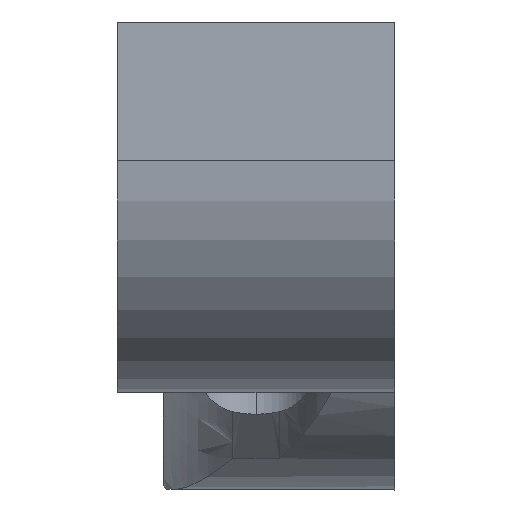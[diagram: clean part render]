
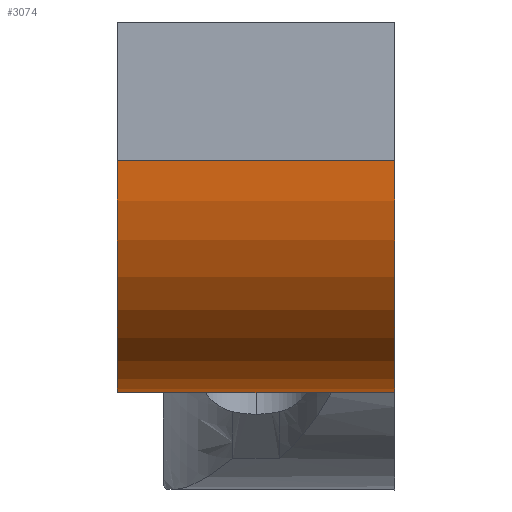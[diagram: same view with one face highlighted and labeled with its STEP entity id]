
A CAD part, top view. The second image highlights one B-rep face of the part: STEP entity #3074.
In plain terms, the highlighted cylindrical face has radius 10 mm (diameter 20 mm), a partial arc.
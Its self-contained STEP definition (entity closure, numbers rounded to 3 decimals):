
#44 = CARTESIAN_POINT ( 'NONE',  ( 2.808, -5.385, 116.531 ) ) ;
#69 = DIRECTION ( 'NONE',  ( 0., 0., 1. ) ) ;
#72 = VERTEX_POINT ( 'NONE', #2146 ) ;
#78 = AXIS2_PLACEMENT_3D ( 'NONE', #1079, #2390, #1566 ) ;
#219 = CARTESIAN_POINT ( 'NONE',  ( -4., -2.926, 112.787 ) ) ;
#227 = CARTESIAN_POINT ( 'NONE',  ( 6., 4., 110. ) ) ;
#232 = VERTEX_POINT ( 'NONE', #219 ) ;
#243 = ORIENTED_EDGE ( 'NONE', *, *, #2847, .F. ) ;
#259 = CIRCLE ( 'NONE', #1130, 10. ) ;
#287 = B_SPLINE_CURVE_WITH_KNOTS ( 'NONE', 3,
 ( #2431, #862, #1920, #612, #299, #1330, #1632, #1386, #1847, #2350, #44, #2413, #3186, #2936, #1078, #2097, #1950, #435 ),
 .UNSPECIFIED., .F., .F.,
 ( 4, 2, 2, 2, 2, 2, 2, 2, 4 ),
 ( 0., 0.001, 0.001, 0.002, 0.003, 0.004, 0.006, 0.008, 0.009 ),
 .UNSPECIFIED. ) ;
#299 = CARTESIAN_POINT ( 'NONE',  ( 1.429, -5.97, 119.204 ) ) ;
#306 = CARTESIAN_POINT ( 'NONE',  ( 6., 4., 130. ) ) ;
#328 = EDGE_CURVE ( 'NONE', #1117, #72, #767, .T. ) ;
#334 = CARTESIAN_POINT ( 'NONE',  ( 6., 4., 120. ) ) ;
#342 = VERTEX_POINT ( 'NONE', #2245 ) ;
#343 = CYLINDRICAL_SURFACE ( 'NONE', #2302, 10. ) ;
#402 = VERTEX_POINT ( 'NONE', #2871 ) ;
#403 = EDGE_CURVE ( 'NONE', #232, #1117, #507, .T. ) ;
#417 = ORIENTED_EDGE ( 'NONE', *, *, #3241, .T. ) ;
#435 = CARTESIAN_POINT ( 'NONE',  ( 4., -2.926, 112.787 ) ) ;
#503 = ORIENTED_EDGE ( 'NONE', *, *, #328, .F. ) ;
#507 = CIRCLE ( 'NONE', #78, 10. ) ;
#570 = CARTESIAN_POINT ( 'NONE',  ( -3.967, -3.436, 113.304 ) ) ;
#609 = CARTESIAN_POINT ( 'NONE',  ( -3.236, -5.009, 115.609 ) ) ;
#612 = CARTESIAN_POINT ( 'NONE',  ( 1.344, -5.981, 119.362 ) ) ;
#654 = AXIS2_PLACEMENT_3D ( 'NONE', #334, #1933, #1365 ) ;
#767 = LINE ( 'NONE', #1507, #2121 ) ;
#785 = DIRECTION ( 'NONE',  ( -1., 0., 0. ) ) ;
#799 = CARTESIAN_POINT ( 'NONE',  ( -6., 4., 130. ) ) ;
#862 = CARTESIAN_POINT ( 'NONE',  ( 1.086, -6., 119.842 ) ) ;
#873 = VERTEX_POINT ( 'NONE', #1199 ) ;
#1003 = LINE ( 'NONE', #227, #3169 ) ;
#1012 = DIRECTION ( 'NONE',  ( 0., 0., -1. ) ) ;
#1035 = LINE ( 'NONE', #3089, #1309 ) ;
#1078 = CARTESIAN_POINT ( 'NONE',  ( 3.856, -3.895, 113.852 ) ) ;
#1079 = CARTESIAN_POINT ( 'NONE',  ( -4., 4., 120. ) ) ;
#1091 = CARTESIAN_POINT ( 'NONE',  ( -3.856, -3.895, 113.852 ) ) ;
#1117 = VERTEX_POINT ( 'NONE', #2956 ) ;
#1130 = AXIS2_PLACEMENT_3D ( 'NONE', #1261, #3325, #1012 ) ;
#1161 = CARTESIAN_POINT ( 'NONE',  ( -1.173, -5.996, 119.681 ) ) ;
#1180 = EDGE_CURVE ( 'NONE', #1563, #342, #2688, .T. ) ;
#1188 = CARTESIAN_POINT ( 'NONE',  ( 1., -6., 120. ) ) ;
#1199 = CARTESIAN_POINT ( 'NONE',  ( 4., 4., 110. ) ) ;
#1205 = CARTESIAN_POINT ( 'NONE',  ( -1.684, -5.924, 118.728 ) ) ;
#1261 = CARTESIAN_POINT ( 'NONE',  ( -6., 4., 120. ) ) ;
#1309 = VECTOR ( 'NONE', #785, 1000. ) ;
#1330 = CARTESIAN_POINT ( 'NONE',  ( 1.684, -5.924, 118.728 ) ) ;
#1337 = EDGE_CURVE ( 'NONE', #2725, #2700, #1035, .T. ) ;
#1344 = CARTESIAN_POINT ( 'NONE',  ( -3.488, -4.695, 115.011 ) ) ;
#1347 = VECTOR ( 'NONE', #2117, 1000. ) ;
#1365 = DIRECTION ( 'NONE',  ( 0., 0., -1. ) ) ;
#1386 = CARTESIAN_POINT ( 'NONE',  ( 2.181, -5.757, 117.784 ) ) ;
#1410 = ORIENTED_EDGE ( 'NONE', *, *, #3276, .T. ) ;
#1433 = CARTESIAN_POINT ( 'NONE',  ( -2.342, -5.68, 117.471 ) ) ;
#1507 = CARTESIAN_POINT ( 'NONE',  ( 6., 4., 110. ) ) ;
#1563 = VERTEX_POINT ( 'NONE', #1188 ) ;
#1566 = DIRECTION ( 'NONE',  ( 0., 0., 1. ) ) ;
#1627 = CARTESIAN_POINT ( 'NONE',  ( -2.808, -5.385, 116.531 ) ) ;
#1632 = CARTESIAN_POINT ( 'NONE',  ( 1.852, -5.878, 118.413 ) ) ;
#1714 = ORIENTED_EDGE ( 'NONE', *, *, #1337, .T. ) ;
#1740 = DIRECTION ( 'NONE',  ( -1., 0., 0. ) ) ;
#1784 = DIRECTION ( 'NONE',  ( -1., 0., 0. ) ) ;
#1827 = EDGE_CURVE ( 'NONE', #1563, #1887, #287, .T. ) ;
#1845 = CARTESIAN_POINT ( 'NONE',  ( -4., -2.926, 112.787 ) ) ;
#1847 = CARTESIAN_POINT ( 'NONE',  ( 2.342, -5.68, 117.471 ) ) ;
#1887 = VERTEX_POINT ( 'NONE', #3218 ) ;
#1916 = CARTESIAN_POINT ( 'NONE',  ( -1.429, -5.97, 119.204 ) ) ;
#1920 = CARTESIAN_POINT ( 'NONE',  ( 1.172, -5.996, 119.681 ) ) ;
#1933 = DIRECTION ( 'NONE',  ( 1., 0., 0. ) ) ;
#1950 = CARTESIAN_POINT ( 'NONE',  ( 4., -3.191, 113.041 ) ) ;
#1973 = EDGE_CURVE ( 'NONE', #402, #873, #1003, .T. ) ;
#1980 = CARTESIAN_POINT ( 'NONE',  ( 4., -6., 120. ) ) ;
#2097 = CARTESIAN_POINT ( 'NONE',  ( 3.967, -3.436, 113.304 ) ) ;
#2099 = ORIENTED_EDGE ( 'NONE', *, *, #2411, .T. ) ;
#2103 = FACE_OUTER_BOUND ( 'NONE', #2124, .T. ) ;
#2117 = DIRECTION ( 'NONE',  ( -1., 0., 0. ) ) ;
#2121 = VECTOR ( 'NONE', #1784, 1000. ) ;
#2124 = EDGE_LOOP ( 'NONE', ( #1714, #417, #503, #2679, #2099, #2625, #3160, #1410, #2778, #243 ) ) ;
#2146 = CARTESIAN_POINT ( 'NONE',  ( -6., 4., 110. ) ) ;
#2242 = CIRCLE ( 'NONE', #654, 10. ) ;
#2245 = CARTESIAN_POINT ( 'NONE',  ( -1., -6., 120. ) ) ;
#2302 = AXIS2_PLACEMENT_3D ( 'NONE', #3140, #2893, #69 ) ;
#2350 = CARTESIAN_POINT ( 'NONE',  ( 2.655, -5.495, 116.844 ) ) ;
#2366 = CARTESIAN_POINT ( 'NONE',  ( -4., -3.19, 113.041 ) ) ;
#2390 = DIRECTION ( 'NONE',  ( 1., 0., 0. ) ) ;
#2411 = EDGE_CURVE ( 'NONE', #232, #342, #3192, .T. ) ;
#2413 = CARTESIAN_POINT ( 'NONE',  ( 3.236, -5.009, 115.609 ) ) ;
#2431 = CARTESIAN_POINT ( 'NONE',  ( 1., -6., 120. ) ) ;
#2519 = DIRECTION ( 'NONE',  ( 1., 0., 0. ) ) ;
#2582 = CARTESIAN_POINT ( 'NONE',  ( 4., 4., 120. ) ) ;
#2598 = CIRCLE ( 'NONE', #2653, 10. ) ;
#2625 = ORIENTED_EDGE ( 'NONE', *, *, #1180, .F. ) ;
#2626 = CARTESIAN_POINT ( 'NONE',  ( -3.776, -4.108, 114.137 ) ) ;
#2653 = AXIS2_PLACEMENT_3D ( 'NONE', #2582, #2519, #2790 ) ;
#2662 = CARTESIAN_POINT ( 'NONE',  ( -2.655, -5.495, 116.844 ) ) ;
#2679 = ORIENTED_EDGE ( 'NONE', *, *, #403, .F. ) ;
#2688 = LINE ( 'NONE', #1980, #1347 ) ;
#2700 = VERTEX_POINT ( 'NONE', #799 ) ;
#2725 = VERTEX_POINT ( 'NONE', #306 ) ;
#2731 = CARTESIAN_POINT ( 'NONE',  ( -1.086, -6., 119.841 ) ) ;
#2778 = ORIENTED_EDGE ( 'NONE', *, *, #1973, .F. ) ;
#2790 = DIRECTION ( 'NONE',  ( 0., 0., 1. ) ) ;
#2847 = EDGE_CURVE ( 'NONE', #2725, #402, #2242, .T. ) ;
#2871 = CARTESIAN_POINT ( 'NONE',  ( 6., 4., 110. ) ) ;
#2893 = DIRECTION ( 'NONE',  ( -1., 0., 0. ) ) ;
#2936 = CARTESIAN_POINT ( 'NONE',  ( 3.776, -4.108, 114.137 ) ) ;
#2949 = CARTESIAN_POINT ( 'NONE',  ( -1.852, -5.878, 118.413 ) ) ;
#2956 = CARTESIAN_POINT ( 'NONE',  ( -4., 4., 110. ) ) ;
#2965 = CARTESIAN_POINT ( 'NONE',  ( -1., -6., 120. ) ) ;
#3074 = ADVANCED_FACE ( 'NONE', ( #2103 ), #343, .T. ) ;
#3089 = CARTESIAN_POINT ( 'NONE',  ( 4., 4., 130. ) ) ;
#3140 = CARTESIAN_POINT ( 'NONE',  ( 4., 4., 120. ) ) ;
#3160 = ORIENTED_EDGE ( 'NONE', *, *, #1827, .T. ) ;
#3169 = VECTOR ( 'NONE', #1740, 1000. ) ;
#3186 = CARTESIAN_POINT ( 'NONE',  ( 3.488, -4.695, 115.011 ) ) ;
#3192 = B_SPLINE_CURVE_WITH_KNOTS ( 'NONE', 3,
 ( #1845, #2366, #570, #1091, #2626, #1344, #609, #1627, #2662, #1433, #3228, #2949, #1205, #1916, #3201, #1161, #2731, #2965 ),
 .UNSPECIFIED., .F., .F.,
 ( 4, 2, 2, 2, 2, 2, 2, 2, 4 ),
 ( 0., 0.001, 0.002, 0.004, 0.005, 0.007, 0.008, 0.008, 0.009 ),
 .UNSPECIFIED. ) ;
#3201 = CARTESIAN_POINT ( 'NONE',  ( -1.344, -5.981, 119.362 ) ) ;
#3218 = CARTESIAN_POINT ( 'NONE',  ( 4., -2.926, 112.787 ) ) ;
#3228 = CARTESIAN_POINT ( 'NONE',  ( -2.181, -5.757, 117.784 ) ) ;
#3241 = EDGE_CURVE ( 'NONE', #2700, #72, #259, .T. ) ;
#3276 = EDGE_CURVE ( 'NONE', #1887, #873, #2598, .T. ) ;
#3325 = DIRECTION ( 'NONE',  ( 1., 0., 0. ) ) ;
